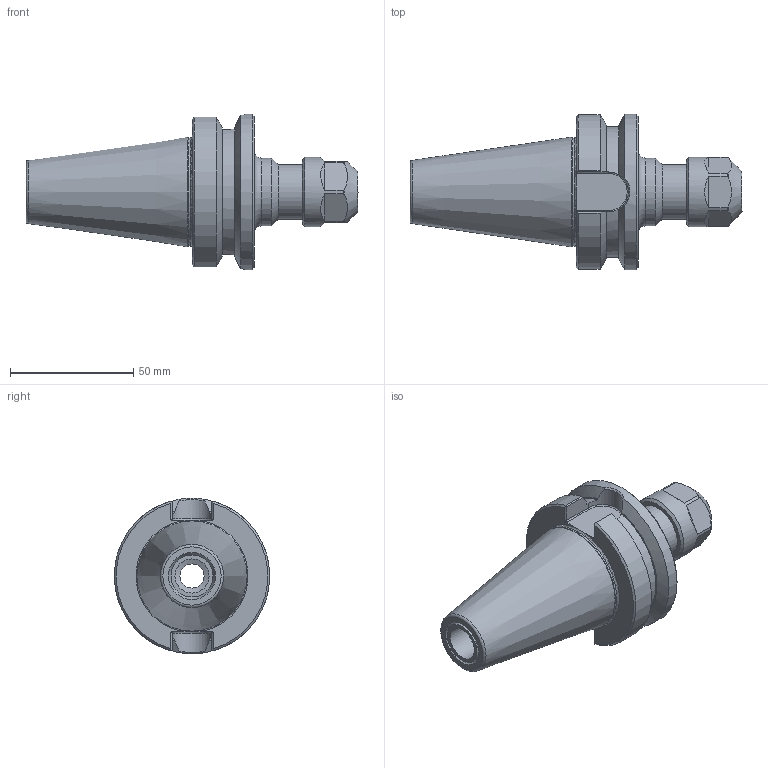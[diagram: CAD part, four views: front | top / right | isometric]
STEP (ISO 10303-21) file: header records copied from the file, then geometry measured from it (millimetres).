
FILE_DESCRIPTION((''),'2;1');
FILE_NAME('B40-16ERC272.stp','2014-06-02T14:36:01',('anddod'),(''),'Autodesk Inventor 2012','Autodesk Inventor 2012','');
FILE_SCHEMA(('AUTOMOTIVE_DESIGN { 1 0 10303 214 1 1 1 1 }'));
Length unit declared in the file: inch
Products named in the file (3): B40-16ERC272; B40-16ER2-1; 16ERHCN
Assembly tree (2 placements, depth 2):
  B40-16ERC272
    B40-16ER2-1
    16ERHCN
Bounding box: 134.49 x 62.99 x 62.99 mm (x, y, z)
Volume: 137597.4 mm3; surface area: 29380.3 mm2
Topology: 2 solids, 2 shells, 108 faces, 269 edges, 170 vertices
Faces by surface type: plane 42, cylinder 30, cone 22, torus 12, bspline 2
Full cylindrical faces by diameter (mm): 9.728 x1, 11.176 x1, 11.5 x1, 13.843 x1, 16.8 x1, 17 x1, 17.013 x1, 17.623 x1, 20.5 x1, 22 x1, 23 x1, 27.432 x1, 28 x1, 43.942 x1, 62.992 x1
Entity records: 3305 total; most frequent: CARTESIAN_POINT 801, DIRECTION 492, ORIENTED_EDGE 450, EDGE_CURVE 225, AXIS2_PLACEMENT_3D 208, VERTEX_POINT 161, EDGE_LOOP 152, FACE_OUTER_BOUND 108
